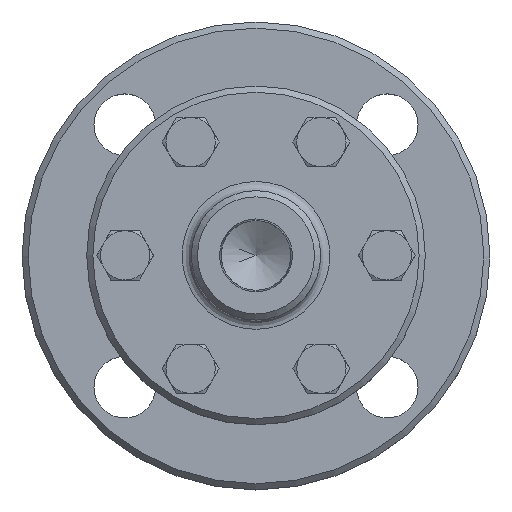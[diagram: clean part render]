
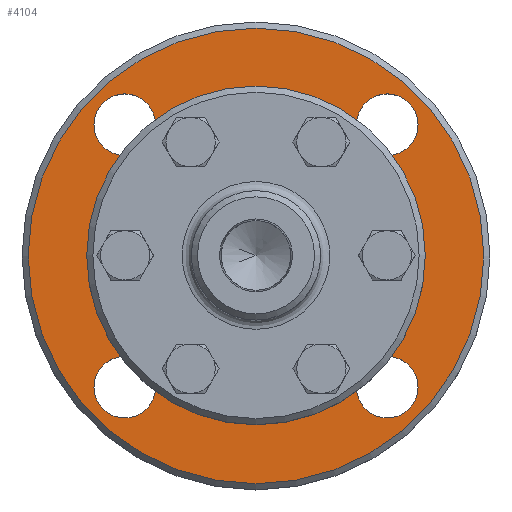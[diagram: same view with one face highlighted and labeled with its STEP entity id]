
A CAD part, top view. The second image highlights one B-rep face of the part: STEP entity #4104.
In plain terms, the highlighted planar face has unit normal (0, 0, 1).
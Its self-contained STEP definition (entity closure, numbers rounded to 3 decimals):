
#4033=CARTESIAN_POINT('',(38.0,0.0,-84.));
#4034=DIRECTION('',(0.0,0.0,1.0));
#4035=DIRECTION('',(1.0,0.0,0.0));
#4036=AXIS2_PLACEMENT_3D('',#4033,#4034,#4035);
#4037=PLANE('',#4036);
#4038=CARTESIAN_POINT('',(74.0,0.,-84.));
#4039=VERTEX_POINT('',#4038);
#4040=CARTESIAN_POINT('',(0.,0.0,-84.));
#4041=DIRECTION('',(0.0,0.0,-1.0));
#4042=DIRECTION('',(-1.0,0.0,0.0));
#4043=AXIS2_PLACEMENT_3D('',#4040,#4041,#4042);
#4044=CIRCLE('',#4043,74.0);
#4045=EDGE_CURVE('',#4039,#4039,#4044,.T.);
#4046=ORIENTED_EDGE('',*,*,#4045,.F.);
#4047=EDGE_LOOP('',(#4046));
#4048=FACE_OUTER_BOUND('',#4047,.T.);
#4049=CARTESIAN_POINT('',(-42.639,-52.639,-84.));
#4050=VERTEX_POINT('',#4049);
#4051=CARTESIAN_POINT('',(-42.639,-42.639,-84.));
#4052=DIRECTION('',(0.0,0.0,-1.0));
#4053=DIRECTION('',(0.0,1.0,0.0));
#4054=AXIS2_PLACEMENT_3D('',#4051,#4052,#4053);
#4055=CIRCLE('',#4054,10.0);
#4056=EDGE_CURVE('',#4050,#4050,#4055,.T.);
#4057=ORIENTED_EDGE('',*,*,#4056,.T.);
#4058=EDGE_LOOP('',(#4057));
#4059=FACE_BOUND('',#4058,.T.);
#4060=CARTESIAN_POINT('',(-52.639,42.639,-84.));
#4061=VERTEX_POINT('',#4060);
#4062=CARTESIAN_POINT('',(-42.639,42.639,-84.));
#4063=DIRECTION('',(0.0,0.0,-1.0));
#4064=DIRECTION('',(1.0,0.0,0.0));
#4065=AXIS2_PLACEMENT_3D('',#4062,#4063,#4064);
#4066=CIRCLE('',#4065,10.0);
#4067=EDGE_CURVE('',#4061,#4061,#4066,.T.);
#4068=ORIENTED_EDGE('',*,*,#4067,.T.);
#4069=EDGE_LOOP('',(#4068));
#4070=FACE_BOUND('',#4069,.T.);
#4071=CARTESIAN_POINT('',(42.639,52.639,-84.));
#4072=VERTEX_POINT('',#4071);
#4073=CARTESIAN_POINT('',(42.639,42.639,-84.));
#4074=DIRECTION('',(0.0,0.0,-1.0));
#4075=DIRECTION('',(0.0,-1.0,0.0));
#4076=AXIS2_PLACEMENT_3D('',#4073,#4074,#4075);
#4077=CIRCLE('',#4076,10.0);
#4078=EDGE_CURVE('',#4072,#4072,#4077,.T.);
#4079=ORIENTED_EDGE('',*,*,#4078,.T.);
#4080=EDGE_LOOP('',(#4079));
#4081=FACE_BOUND('',#4080,.T.);
#4082=CARTESIAN_POINT('',(52.639,-42.639,-84.));
#4083=VERTEX_POINT('',#4082);
#4084=CARTESIAN_POINT('',(42.639,-42.639,-84.));
#4085=DIRECTION('',(0.0,0.0,-1.0));
#4086=DIRECTION('',(-1.0,0.0,0.0));
#4087=AXIS2_PLACEMENT_3D('',#4084,#4085,#4086);
#4088=CIRCLE('',#4087,10.0);
#4089=EDGE_CURVE('',#4083,#4083,#4088,.T.);
#4090=ORIENTED_EDGE('',*,*,#4089,.T.);
#4091=EDGE_LOOP('',(#4090));
#4092=FACE_BOUND('',#4091,.T.);
#4093=CARTESIAN_POINT('',(37.279,0.0,-84.));
#4094=VERTEX_POINT('',#4093);
#4095=CARTESIAN_POINT('',(0.,0.0,-84.));
#4096=DIRECTION('',(0.0,0.0,1.0));
#4097=DIRECTION('',(-1.0,0.0,0.0));
#4098=AXIS2_PLACEMENT_3D('',#4095,#4096,#4097);
#4099=CIRCLE('',#4098,37.279);
#4100=EDGE_CURVE('',#4094,#4094,#4099,.T.);
#4101=ORIENTED_EDGE('',*,*,#4100,.F.);
#4102=EDGE_LOOP('',(#4101));
#4103=FACE_BOUND('',#4102,.T.);
#4104=ADVANCED_FACE('',(#4048,#4059,#4070,#4081,#4092,#4103),#4037,.T.);
